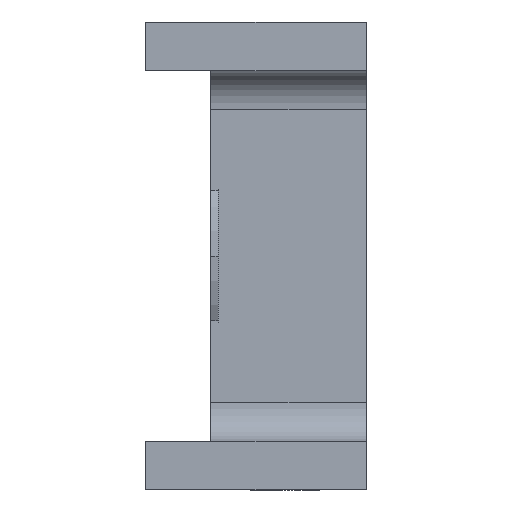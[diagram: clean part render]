
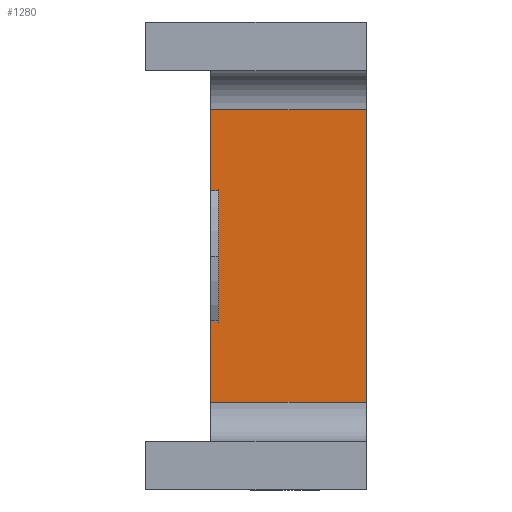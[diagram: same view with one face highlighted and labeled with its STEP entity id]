
A CAD part, front view. The second image highlights one B-rep face of the part: STEP entity #1280.
In plain terms, the highlighted planar face has unit normal (0, -1, 0).
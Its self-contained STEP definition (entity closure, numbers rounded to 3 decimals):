
#26 = VECTOR ( 'NONE', #1440, 1000. ) ;
#27 = EDGE_CURVE ( 'NONE', #609, #360, #587, .T. ) ;
#75 = ORIENTED_EDGE ( 'NONE', *, *, #121, .T. ) ;
#103 = EDGE_LOOP ( 'NONE', ( #1470, #1405, #1771, #976, #75, #838, #870, #113 ) ) ;
#113 = ORIENTED_EDGE ( 'NONE', *, *, #650, .T. ) ;
#114 = CARTESIAN_POINT ( 'NONE',  ( 17., 29.5, 29.25 ) ) ;
#121 = EDGE_CURVE ( 'NONE', #582, #609, #1089, .T. ) ;
#130 = LINE ( 'NONE', #552, #26 ) ;
#172 = FACE_OUTER_BOUND ( 'NONE', #103, .T. ) ;
#186 = CARTESIAN_POINT ( 'NONE',  ( 0., 29.5, 32.25 ) ) ;
#196 = VERTEX_POINT ( 'NONE', #1268 ) ;
#204 = EDGE_CURVE ( 'NONE', #1149, #196, #854, .T. ) ;
#231 = CARTESIAN_POINT ( 'NONE',  ( 5.6, 29.5, 13. ) ) ;
#232 = DIRECTION ( 'NONE',  ( 0., 1., 0. ) ) ;
#235 = VERTEX_POINT ( 'NONE', #538 ) ;
#358 = DIRECTION ( 'NONE',  ( 0., 0., -1. ) ) ;
#360 = VERTEX_POINT ( 'NONE', #612 ) ;
#368 = VECTOR ( 'NONE', #846, 1000. ) ;
#472 = EDGE_CURVE ( 'NONE', #582, #508, #1080, .T. ) ;
#495 = DIRECTION ( 'NONE',  ( -1., 0., 0. ) ) ;
#508 = VERTEX_POINT ( 'NONE', #1479 ) ;
#524 = DIRECTION ( 'NONE',  ( 0., 0., 1. ) ) ;
#538 = CARTESIAN_POINT ( 'NONE',  ( 5., 29.5, 6.75 ) ) ;
#552 = CARTESIAN_POINT ( 'NONE',  ( 17., 29.5, 6.75 ) ) ;
#566 = CARTESIAN_POINT ( 'NONE',  ( 17., 29.5, 32.25 ) ) ;
#582 = VERTEX_POINT ( 'NONE', #880 ) ;
#587 = LINE ( 'NONE', #1738, #1697 ) ;
#590 = CARTESIAN_POINT ( 'NONE',  ( 5.6, 29.5, 13. ) ) ;
#609 = VERTEX_POINT ( 'NONE', #590 ) ;
#612 = CARTESIAN_POINT ( 'NONE',  ( 5., 29.5, 13. ) ) ;
#630 = AXIS2_PLACEMENT_3D ( 'NONE', #186, #232, #524 ) ;
#650 = EDGE_CURVE ( 'NONE', #235, #1361, #130, .T. ) ;
#701 = CARTESIAN_POINT ( 'NONE',  ( 5., 29.5, 36. ) ) ;
#791 = CARTESIAN_POINT ( 'NONE',  ( 17., 29.5, 6.75 ) ) ;
#838 = ORIENTED_EDGE ( 'NONE', *, *, #27, .T. ) ;
#846 = DIRECTION ( 'NONE',  ( -1., 0., 0. ) ) ;
#854 = LINE ( 'NONE', #1680, #368 ) ;
#870 = ORIENTED_EDGE ( 'NONE', *, *, #1471, .F. ) ;
#876 = EDGE_CURVE ( 'NONE', #508, #196, #1800, .T. ) ;
#880 = CARTESIAN_POINT ( 'NONE',  ( 5.6, 29.5, 23. ) ) ;
#895 = VECTOR ( 'NONE', #495, 1000. ) ;
#955 = VECTOR ( 'NONE', #1534, 1000. ) ;
#976 = ORIENTED_EDGE ( 'NONE', *, *, #472, .F. ) ;
#1080 = LINE ( 'NONE', #1765, #895 ) ;
#1089 = LINE ( 'NONE', #231, #1304 ) ;
#1112 = DIRECTION ( 'NONE',  ( 0., 0., 1. ) ) ;
#1149 = VERTEX_POINT ( 'NONE', #114 ) ;
#1161 = VECTOR ( 'NONE', #1112, 1000. ) ;
#1192 = VECTOR ( 'NONE', #1434, 1000. ) ;
#1268 = CARTESIAN_POINT ( 'NONE',  ( 5., 29.5, 29.25 ) ) ;
#1280 = ADVANCED_FACE ( 'NONE', ( #172 ), #1467, .F. ) ;
#1304 = VECTOR ( 'NONE', #358, 1000. ) ;
#1361 = VERTEX_POINT ( 'NONE', #791 ) ;
#1405 = ORIENTED_EDGE ( 'NONE', *, *, #204, .T. ) ;
#1434 = DIRECTION ( 'NONE',  ( 0., 0., 1. ) ) ;
#1440 = DIRECTION ( 'NONE',  ( 1., 0., 0. ) ) ;
#1467 = PLANE ( 'NONE',  #630 ) ;
#1470 = ORIENTED_EDGE ( 'NONE', *, *, #1544, .T. ) ;
#1471 = EDGE_CURVE ( 'NONE', #235, #360, #1829, .T. ) ;
#1479 = CARTESIAN_POINT ( 'NONE',  ( 5., 29.5, 23. ) ) ;
#1513 = CARTESIAN_POINT ( 'NONE',  ( 5., 29.5, 36. ) ) ;
#1534 = DIRECTION ( 'NONE',  ( 0., 0., 1. ) ) ;
#1544 = EDGE_CURVE ( 'NONE', #1361, #1149, #1569, .T. ) ;
#1569 = LINE ( 'NONE', #566, #1192 ) ;
#1581 = DIRECTION ( 'NONE',  ( -1., 0., 0. ) ) ;
#1680 = CARTESIAN_POINT ( 'NONE',  ( 5., 29.5, 29.25 ) ) ;
#1697 = VECTOR ( 'NONE', #1581, 1000. ) ;
#1738 = CARTESIAN_POINT ( 'NONE',  ( 15.692, 29.5, 13. ) ) ;
#1765 = CARTESIAN_POINT ( 'NONE',  ( 15.692, 29.5, 23. ) ) ;
#1771 = ORIENTED_EDGE ( 'NONE', *, *, #876, .F. ) ;
#1800 = LINE ( 'NONE', #1513, #1161 ) ;
#1829 = LINE ( 'NONE', #701, #955 ) ;
